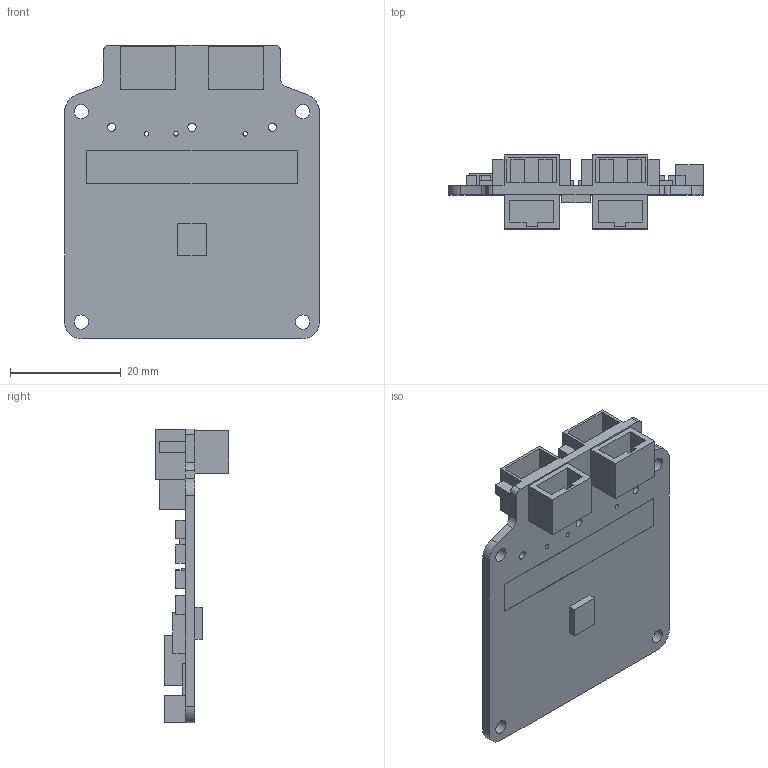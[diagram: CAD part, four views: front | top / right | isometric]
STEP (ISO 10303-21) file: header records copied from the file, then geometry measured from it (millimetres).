
FILE_DESCRIPTION(/* description */ (''),/* implementation_level */ '2;1');
FILE_NAME(/* name */ '20210124-moteus-controller-r45-mechanical.step.step',/* time_stamp */ '2021-01-24T12:28:17-05:00',/* author */ (''),/* organization */ (''),/* preprocessor_version */ 'ST-DEVELOPER v18.1',/* originating_system */ 'Autodesk Translation Framework v9.7.1.1290',/* authorisation */ '');
FILE_SCHEMA (('AUTOMOTIVE_DESIGN { 1 0 10303 214 3 1 1 }'));
Length unit declared in the file: millimetre
Products named in the file (1): moteus controller
Bounding box: 46 x 13.35 x 53 mm (x, y, z)
Volume: 5865.7 mm3; surface area: 7766.8 mm2
Topology: 1 solids, 1 shells, 265 faces, 687 edges, 458 vertices
Faces by surface type: plane 247, cylinder 18
Full cylindrical faces by diameter (mm): 0.8 x3, 1.5 x3, 2.6 x4
Entity records: 8030 total; most frequent: CARTESIAN_POINT 1411, ORIENTED_EDGE 1374, DIRECTION 1255, EDGE_CURVE 687, LINE 651, VECTOR 651, VERTEX_POINT 458, EDGE_LOOP 319
